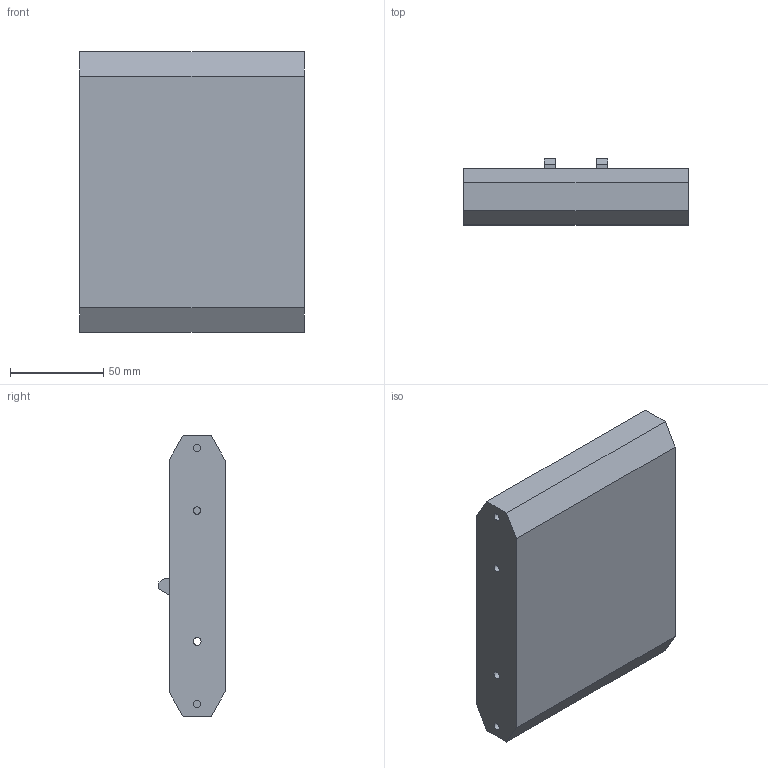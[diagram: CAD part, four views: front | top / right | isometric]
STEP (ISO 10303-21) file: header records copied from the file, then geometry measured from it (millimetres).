
FILE_DESCRIPTION(/* description */ (''),/* implementation_level */ '2;1');
FILE_NAME(/* name */ 'HexBody.ipt.step',/* time_stamp */ '2024-02-27T11:28:47-06:00',/* author */ ('smz3rm'),/* organization */ (''),/* preprocessor_version */ 'ST-DEVELOPER v18',/* originating_system */ 'Autodesk Inventor 2020',/* authorisation */ '');
FILE_SCHEMA (('AUTOMOTIVE_DESIGN { 1 0 10303 214 3 1 1 }'));
Length unit declared in the file: millimetre
Products named in the file (1): HexBody
Bounding box: 120 x 35.46 x 150 mm (x, y, z)
Volume: 180910.3 mm3; surface area: 79863.3 mm2
Topology: 1 solids, 1 shells, 157 faces, 431 edges, 296 vertices
Faces by surface type: plane 133, cylinder 24
Full cylindrical faces by diameter (mm): 2.3 x2, 3.75 x8, 4 x6, 4.2 x2, 16.5 x2
Entity records: 5056 total; most frequent: CARTESIAN_POINT 885, ORIENTED_EDGE 862, DIRECTION 833, EDGE_CURVE 431, LINE 345, VECTOR 345, VERTEX_POINT 296, AXIS2_PLACEMENT_3D 244
